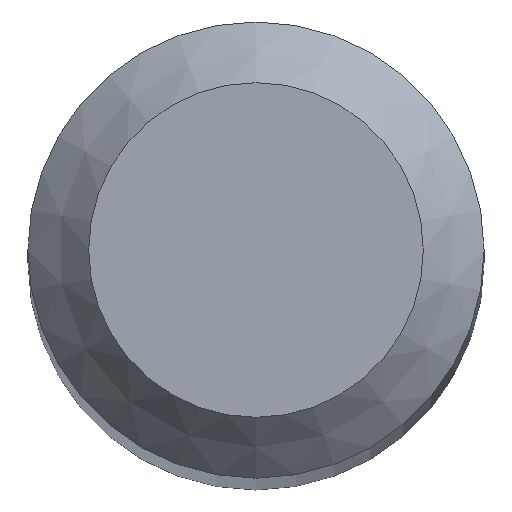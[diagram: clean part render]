
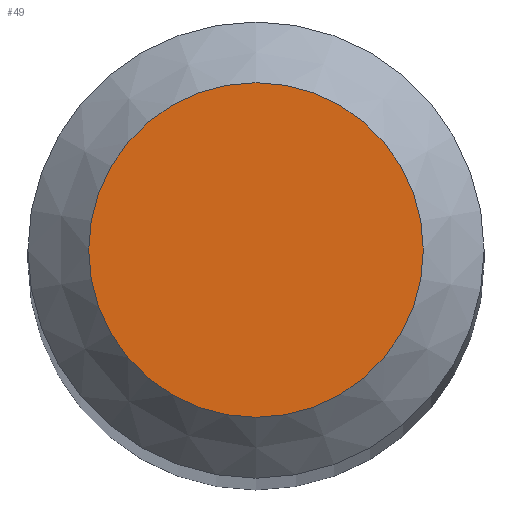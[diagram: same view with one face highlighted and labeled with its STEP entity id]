
A CAD part, top view. The second image highlights one B-rep face of the part: STEP entity #49.
In plain terms, the highlighted planar face has unit normal (0, 0, 1).
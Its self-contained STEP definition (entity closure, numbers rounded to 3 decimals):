
#12 = VERTEX_POINT ( 'NONE', #153 ) ;
#18 = EDGE_CURVE ( 'NONE', #12, #12, #128, .T. ) ;
#20 = ORIENTED_EDGE ( 'NONE', *, *, #18, .F. ) ;
#28 = CARTESIAN_POINT ( 'NONE',  ( 0., 0., 30. ) ) ;
#41 = AXIS2_PLACEMENT_3D ( 'NONE', #152, #189, #121 ) ;
#44 = DIRECTION ( 'NONE',  ( 0., 0., -1. ) ) ;
#45 = FACE_OUTER_BOUND ( 'NONE', #185, .T. ) ;
#49 = ADVANCED_FACE ( 'NONE', ( #45 ), #203, .F. ) ;
#95 = AXIS2_PLACEMENT_3D ( 'NONE', #28, #44, #100 ) ;
#100 = DIRECTION ( 'NONE',  ( 0., 1., 0. ) ) ;
#121 = DIRECTION ( 'NONE',  ( 0., 1., 0. ) ) ;
#128 = CIRCLE ( 'NONE', #95, 0.55 ) ;
#152 = CARTESIAN_POINT ( 'NONE',  ( 0., 0., 30. ) ) ;
#153 = CARTESIAN_POINT ( 'NONE',  ( 0., 0.55, 30. ) ) ;
#185 = EDGE_LOOP ( 'NONE', ( #20 ) ) ;
#189 = DIRECTION ( 'NONE',  ( 0., 0., -1. ) ) ;
#203 = PLANE ( 'NONE',  #41 ) ;
